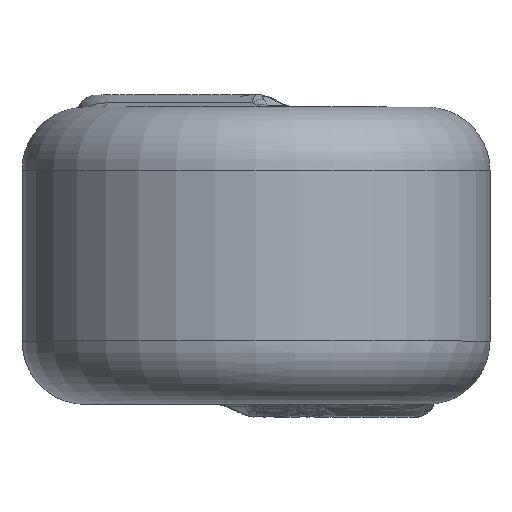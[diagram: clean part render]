
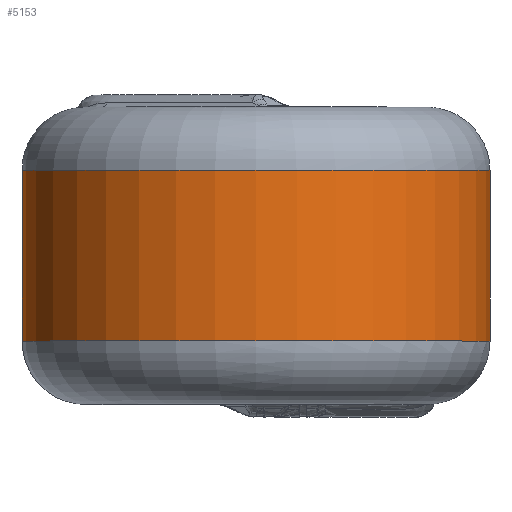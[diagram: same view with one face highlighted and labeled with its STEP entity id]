
A CAD part, top view. The second image highlights one B-rep face of the part: STEP entity #5153.
In plain terms, the highlighted cylindrical face has radius 3.7 mm (diameter 7.4 mm), a full revolution.
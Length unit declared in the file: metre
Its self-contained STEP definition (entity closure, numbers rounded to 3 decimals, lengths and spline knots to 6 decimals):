
#85=CIRCLE('',#5376,0.0037);
#86=CIRCLE('',#5377,0.0037);
#714=CYLINDRICAL_SURFACE('',#5375,0.0037);
#1406=ORIENTED_EDGE('',*,*,#2248,.T.);
#1407=ORIENTED_EDGE('',*,*,#2249,.F.);
#2248=EDGE_CURVE('',#2669,#2669,#85,.T.);
#2249=EDGE_CURVE('',#2670,#2670,#86,.T.);
#2669=VERTEX_POINT('',#8558);
#2670=VERTEX_POINT('',#8560);
#3174=EDGE_LOOP('',(#1406));
#3175=EDGE_LOOP('',(#1407));
#3405=FACE_BOUND('',#3174,.T.);
#3406=FACE_BOUND('',#3175,.T.);
#5153=ADVANCED_FACE('',(#3405,#3406),#714,.T.);
#5375=AXIS2_PLACEMENT_3D('',#8556,#5977,#5978);
#5376=AXIS2_PLACEMENT_3D('',#8557,#5979,#5980);
#5377=AXIS2_PLACEMENT_3D('',#8559,#5981,#5982);
#5977=DIRECTION('',(0.,1.,0.));
#5978=DIRECTION('',(0.,0.,1.));
#5979=DIRECTION('',(0.,1.,0.));
#5980=DIRECTION('',(0.,0.,1.));
#5981=DIRECTION('',(0.,1.,0.));
#5982=DIRECTION('',(0.,0.,1.));
#8556=CARTESIAN_POINT('',(0.,-0.00235,0.));
#8557=CARTESIAN_POINT('',(0.,-0.00135,0.));
#8558=CARTESIAN_POINT('',(0.,-0.00135,0.0037));
#8559=CARTESIAN_POINT('',(0.,0.00135,0.));
#8560=CARTESIAN_POINT('',(0.,0.00135,0.0037));
